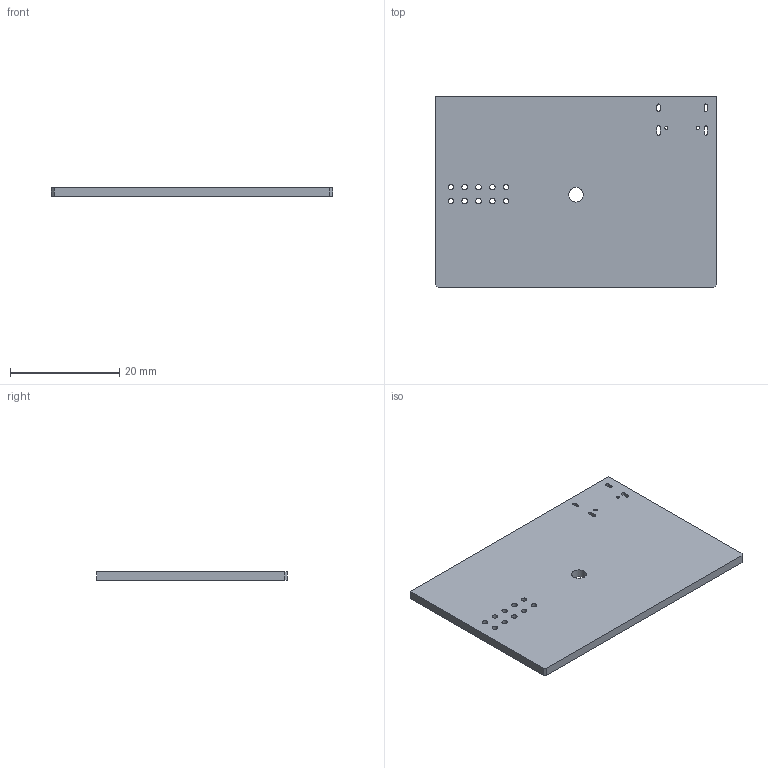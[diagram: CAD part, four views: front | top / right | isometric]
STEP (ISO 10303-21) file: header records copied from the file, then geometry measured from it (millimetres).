
FILE_DESCRIPTION(('KiCad electronic assembly'),'2;1');
FILE_NAME('airboy_cartridge.step','2023-03-05T14:14:19',('Pcbnew'),( 'Kicad'),'Open CASCADE STEP processor 7.6','KiCad to STEP converter' ,'Unknown');
FILE_SCHEMA(('AUTOMOTIVE_DESIGN { 1 0 10303 214 1 1 1 1 }'));
Length unit declared in the file: millimetre
Products named in the file (2): airboy_cartridge 1; airboy_cartridge PCB
Assembly tree (1 placements, depth 2):
  airboy_cartridge 1
    airboy_cartridge PCB
Bounding box: 51.6 x 35 x 1.6 mm (x, y, z)
Volume: 2861.1 mm3; surface area: 3946.7 mm2
Topology: 1 solids, 1 shells, 37 faces, 105 edges, 70 vertices
Faces by surface type: cylinder 21, plane 16
Full cylindrical faces by diameter (mm): 0.6 x2, 1 x10, 2.7 x1
Entity records: 2701 total; most frequent: DIRECTION 435, CARTESIAN_POINT 424, LINE 231, VECTOR 231, ORIENTED_EDGE 210, PCURVE 210, DEFINITIONAL_REPRESENTATION 210, EDGE_CURVE 105
